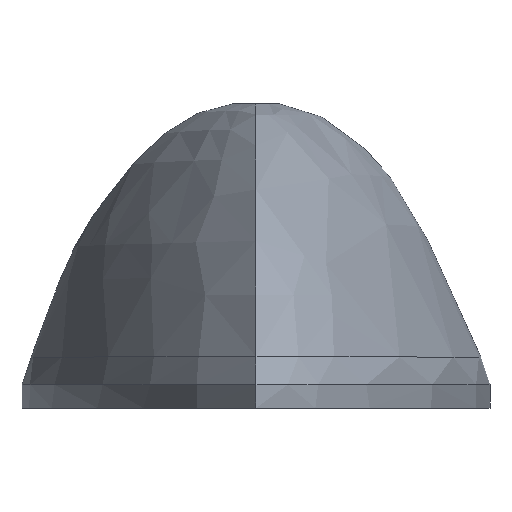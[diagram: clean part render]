
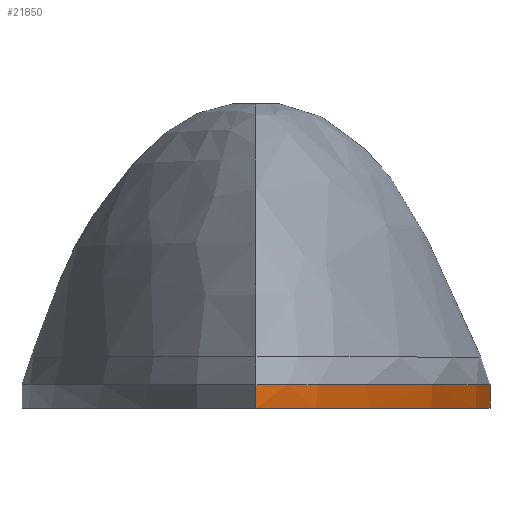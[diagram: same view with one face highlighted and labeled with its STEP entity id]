
A CAD part, left-side view. The second image highlights one B-rep face of the part: STEP entity #21850.
In plain terms, the highlighted free-form (B-spline) face has degree [3, 1] with [4, 2] control points.
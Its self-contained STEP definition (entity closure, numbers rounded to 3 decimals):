
#13 = CARTESIAN_POINT ( 'NONE',  ( -172.14, -17.916, 0.002 ) ) ;
#317 = CARTESIAN_POINT ( 'NONE',  ( -117.397, -37.543, 0.001 ) ) ;
#472 = CARTESIAN_POINT ( 'NONE',  ( -149.284, -27.743, 0.001 ) ) ;
#1339 = CARTESIAN_POINT ( 'NONE',  ( -162.425, -31.529, -5. ) ) ;
#2311 = CARTESIAN_POINT ( 'NONE',  ( -160.881, -23.142, -0.001 ) ) ;
#2757 = CARTESIAN_POINT ( 'NONE',  ( -105.223, -40.369, -0.001 ) ) ;
#3061 = CARTESIAN_POINT ( 'NONE',  ( -200., 0., 0. ) ) ;
#3195 = CARTESIAN_POINT ( 'NONE',  ( -186.544, -9.832, -0.001 ) ) ;
#3343 = CARTESIAN_POINT ( 'NONE',  ( -198.386, -1.354, 0. ) ) ;
#4605 = CARTESIAN_POINT ( 'NONE',  ( -141.421, -30.544, 0.003 ) ) ;
#4760 = CARTESIAN_POINT ( 'NONE',  ( -80.627, -44.842, -0.001 ) ) ;
#4925 = CARTESIAN_POINT ( 'NONE',  ( -76.497, -45.445, 0. ) ) ;
#5089 = CARTESIAN_POINT ( 'NONE',  ( -26.684, -49.79, 0. ) ) ;
#5105 = B_SPLINE_CURVE_WITH_KNOTS ( 'NONE', 3,
 ( #28327, #30495, #5089, #21213, #13930, #9456, #14555, #4925, #4760, #16430, #23992, #23847, #2757, #21517, #317, #16892, #23388, #26314, #4605, #12220, #472, #9905, #23538, #2311, #11758, #13, #18912, #17623, #3195, #27045, #5670, #22263, #3343, #3061 ),
 .UNSPECIFIED., .F., .F.,
 ( 4, 2, 2, 2, 2, 2, 2, 2, 2, 2, 2, 2, 2, 2, 2, 2, 4 ),
 ( 0., 0.025, 0.05, 0.063, 0.075, 0.088, 0.1, 0.113, 0.125, 0.138, 0.144, 0.15, 0.163, 0.175, 0.188, 0.194, 0.2 ),
 .UNSPECIFIED. ) ;
#5662 = EDGE_CURVE ( 'NONE', #14204, #28847, #27075, .T. ) ;
#5670 = CARTESIAN_POINT ( 'NONE',  ( -193.4, -5.151, 0.001 ) ) ;
#6612 = ORIENTED_EDGE ( 'NONE', *, *, #23638, .F. ) ;
#6781 = CARTESIAN_POINT ( 'NONE',  ( -200., 0., -5. ) ) ;
#7185 = CARTESIAN_POINT ( 'NONE',  ( -162.425, -31.529, -5. ) ) ;
#7434 =( BOUNDED_CURVE ( )  B_SPLINE_CURVE ( 3, ( #28097, #30585, #7185, #20990 ),
 .UNSPECIFIED., .F., .F. ) 
 B_SPLINE_CURVE_WITH_KNOTS ( ( 4, 4 ),
 ( 4.712, 5.809 ),
 .UNSPECIFIED. ) 
 CURVE ( )  GEOMETRIC_REPRESENTATION_ITEM ( )  RATIONAL_B_SPLINE_CURVE ( ( 1., 0.902, 0.902, 1. ) ) 
 REPRESENTATION_ITEM ( '' )  );
#8469 = CARTESIAN_POINT ( 'NONE',  ( -162.425, -31.529, 0.034 ) ) ;
#8628 = CARTESIAN_POINT ( 'NONE',  ( -92.236, -50., 0.034 ) ) ;
#9456 = CARTESIAN_POINT ( 'NONE',  ( -64.091, -47.018, 0. ) ) ;
#9905 = CARTESIAN_POINT ( 'NONE',  ( -153.179, -26.263, -0.001 ) ) ;
#10574 = CARTESIAN_POINT ( 'NONE',  ( -200., 0., 0. ) ) ;
#11758 = CARTESIAN_POINT ( 'NONE',  ( -164.674, -21.474, 0. ) ) ;
#12220 = CARTESIAN_POINT ( 'NONE',  ( -147.323, -28.461, 0.002 ) ) ;
#13662 = ORIENTED_EDGE ( 'NONE', *, *, #23472, .T. ) ;
#13930 = CARTESIAN_POINT ( 'NONE',  ( -51.657, -48.307, 0. ) ) ;
#14204 = VERTEX_POINT ( 'NONE', #26938 ) ;
#14555 = CARTESIAN_POINT ( 'NONE',  ( -68.23, -46.532, 0. ) ) ;
#15050 = ORIENTED_EDGE ( 'NONE', *, *, #29802, .T. ) ;
#15608 = CARTESIAN_POINT ( 'NONE',  ( -10., -50., -5. ) ) ;
#16069 = DIRECTION ( 'NONE',  ( 0., 0., 1. ) ) ;
#16430 = CARTESIAN_POINT ( 'NONE',  ( -88.86, -43.517, 0. ) ) ;
#16892 = CARTESIAN_POINT ( 'NONE',  ( -125.462, -35.417, -0.001 ) ) ;
#16998 = DIRECTION ( 'NONE',  ( 0., 0., 1. ) ) ;
#17623 = CARTESIAN_POINT ( 'NONE',  ( -183.015, -11.985, -0.001 ) ) ;
#18257 = CARTESIAN_POINT ( 'NONE',  ( -10., -50., 0.034 ) ) ;
#18390 = CARTESIAN_POINT ( 'NONE',  ( -200., 0., -5. ) ) ;
#18562 = CARTESIAN_POINT ( 'NONE',  ( -200., 0., 0.034 ) ) ;
#18912 = CARTESIAN_POINT ( 'NONE',  ( -175.813, -16.028, -0.001 ) ) ;
#20515 = VECTOR ( 'NONE', #16069, 1000. ) ;
#20590 = VERTEX_POINT ( 'NONE', #20648 ) ;
#20648 = CARTESIAN_POINT ( 'NONE',  ( -10., -50., -5. ) ) ;
#20990 = CARTESIAN_POINT ( 'NONE',  ( -200., 0., -5. ) ) ;
#21213 = CARTESIAN_POINT ( 'NONE',  ( -43.347, -48.943, 0. ) ) ;
#21517 = CARTESIAN_POINT ( 'NONE',  ( -113.348, -38.53, 0. ) ) ;
#21850 = ADVANCED_FACE ( 'NONE', ( #29846 ), #25052, .F. ) ;
#21974 = VERTEX_POINT ( 'NONE', #25356 ) ;
#22263 = CARTESIAN_POINT ( 'NONE',  ( -196.741, -2.652, 0.001 ) ) ;
#23388 = CARTESIAN_POINT ( 'NONE',  ( -129.479, -34.279, -0.003 ) ) ;
#23472 = EDGE_CURVE ( 'NONE', #21974, #28847, #5105, .T. ) ;
#23538 = CARTESIAN_POINT ( 'NONE',  ( -155.114, -25.501, -0.002 ) ) ;
#23638 = EDGE_CURVE ( 'NONE', #20590, #14204, #7434, .T. ) ;
#23847 = CARTESIAN_POINT ( 'NONE',  ( -101.146, -41.22, 0.001 ) ) ;
#23992 = CARTESIAN_POINT ( 'NONE',  ( -92.964, -42.794, 0.001 ) ) ;
#24086 = VECTOR ( 'NONE', #16998, 1000. ) ;
#25052 =( BOUNDED_SURFACE ( )  B_SPLINE_SURFACE ( 3, 1, ( 
 ( #15608, #18257 ),
 ( #27671, #8628 ),
 ( #1339, #8469 ),
 ( #6781, #18562 ) ),
 .UNSPECIFIED., .F., .F., .F. ) 
 B_SPLINE_SURFACE_WITH_KNOTS ( ( 4, 4 ),
 ( 2, 2 ),
 ( 0., 1. ),
 ( 0., 1. ),
 .UNSPECIFIED. ) 
 GEOMETRIC_REPRESENTATION_ITEM ( )  RATIONAL_B_SPLINE_SURFACE ( (
 ( 1., 1.),
 ( 0.902, 0.902),
 ( 0.902, 0.902),
 ( 1., 1.) ) ) 
 REPRESENTATION_ITEM ( '' )  SURFACE ( )  );
#25356 = CARTESIAN_POINT ( 'NONE',  ( -10., -50., 0. ) ) ;
#26314 = CARTESIAN_POINT ( 'NONE',  ( -137.458, -31.843, 0. ) ) ;
#26938 = CARTESIAN_POINT ( 'NONE',  ( -200., 0., -5. ) ) ;
#27045 = CARTESIAN_POINT ( 'NONE',  ( -191.703, -6.353, 0. ) ) ;
#27075 = LINE ( 'NONE', #18390, #20515 ) ;
#27669 = EDGE_LOOP ( 'NONE', ( #13662, #29570, #6612, #15050 ) ) ;
#27671 = CARTESIAN_POINT ( 'NONE',  ( -92.236, -50., -5. ) ) ;
#28097 = CARTESIAN_POINT ( 'NONE',  ( -10., -50., -5. ) ) ;
#28327 = CARTESIAN_POINT ( 'NONE',  ( -10., -50., 0. ) ) ;
#28739 = LINE ( 'NONE', #28892, #24086 ) ;
#28847 = VERTEX_POINT ( 'NONE', #10574 ) ;
#28892 = CARTESIAN_POINT ( 'NONE',  ( -10., -50., -5. ) ) ;
#29570 = ORIENTED_EDGE ( 'NONE', *, *, #5662, .F. ) ;
#29802 = EDGE_CURVE ( 'NONE', #20590, #21974, #28739, .T. ) ;
#29846 = FACE_OUTER_BOUND ( 'NONE', #27669, .T. ) ;
#30495 = CARTESIAN_POINT ( 'NONE',  ( -18.343, -50., 0. ) ) ;
#30585 = CARTESIAN_POINT ( 'NONE',  ( -92.236, -50., -5. ) ) ;
